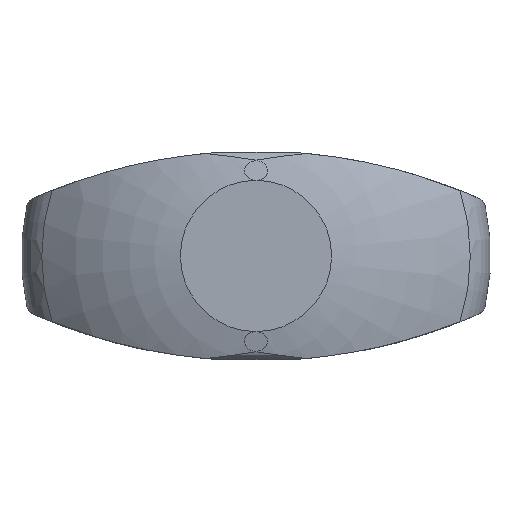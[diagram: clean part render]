
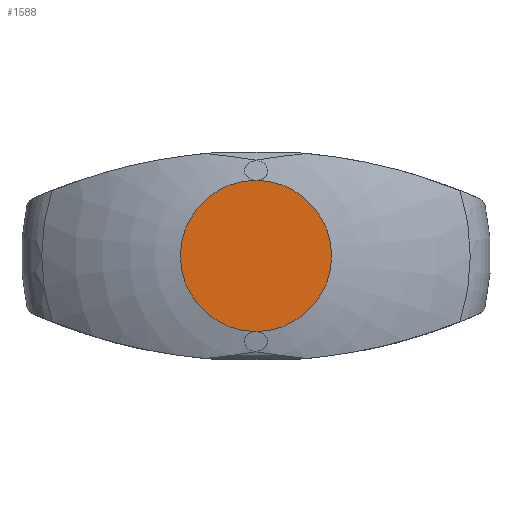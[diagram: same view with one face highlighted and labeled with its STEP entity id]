
A CAD part, top view. The second image highlights one B-rep face of the part: STEP entity #1588.
In plain terms, the highlighted planar face has unit normal (0, 0, 1).
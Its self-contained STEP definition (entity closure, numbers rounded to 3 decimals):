
#844=EDGE_CURVE('',#1536,#1364,#2173,.T.);
#1242=EDGE_CURVE('',#1364,#1536,#2610,.T.);
#1364=VERTEX_POINT('',#2749);
#1536=VERTEX_POINT('',#2935);
#1588=ADVANCED_FACE('',(#2994),#2995,.T.);
#2173=CIRCLE('',#3922,5.8);
#2610=CIRCLE('',#5046,5.8);
#2749=CARTESIAN_POINT('',(0.0,-5.8,31.));
#2935=CARTESIAN_POINT('',(0.0,5.8,31.));
#2994=FACE_OUTER_BOUND('',#5993,.T.);
#2995=PLANE('',#5994);
#3922=AXIS2_PLACEMENT_3D('',#7525,#7526,#7527);
#5046=AXIS2_PLACEMENT_3D('',#8053,#8054,#8055);
#5993=EDGE_LOOP('',(#8521,#8522));
#5994=AXIS2_PLACEMENT_3D('',#8523,#8524,#8525);
#7525=CARTESIAN_POINT('',(0.0,0.,31.0));
#7526=DIRECTION('',(-0.0,0.,-1.0));
#7527=DIRECTION('',(-1.0,0.0,0.0));
#8053=CARTESIAN_POINT('',(0.0,0.,31.0));
#8054=DIRECTION('',(-0.0,0.,-1.0));
#8055=DIRECTION('',(-1.0,0.0,0.0));
#8521=ORIENTED_EDGE('',*,*,#1242,.F.);
#8522=ORIENTED_EDGE('',*,*,#844,.F.);
#8523=CARTESIAN_POINT('',(-2.9,0.,31.0));
#8524=DIRECTION('',(-0.0,0.,1.0));
#8525=DIRECTION('',(1.0,0.0,0.0));
